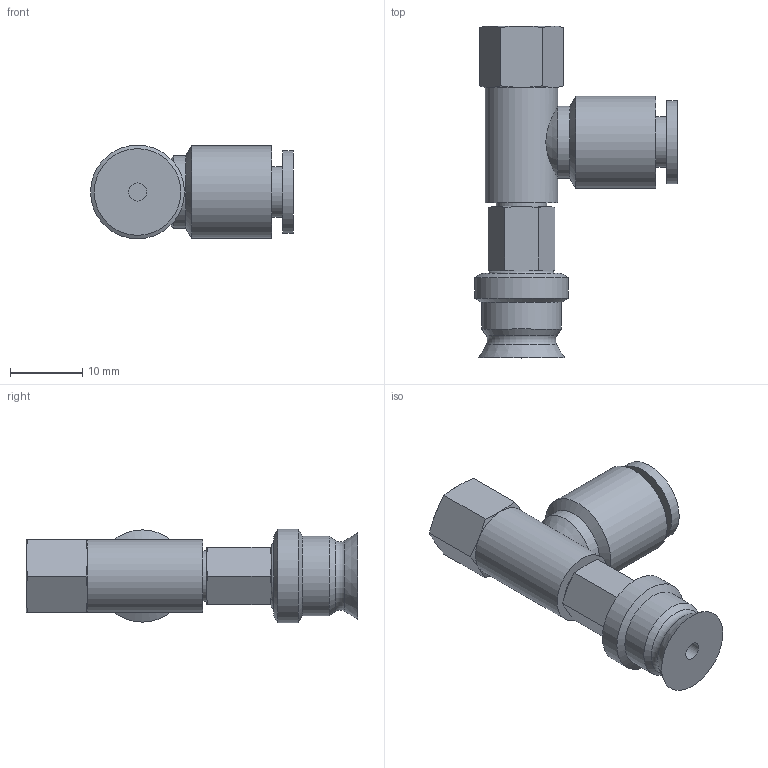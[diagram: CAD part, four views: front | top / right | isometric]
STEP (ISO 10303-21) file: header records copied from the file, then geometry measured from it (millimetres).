
FILE_DESCRIPTION( ( 'STEP AP203' ), ' ' );
FILE_NAME( 'ZPR10CN-06-B5.stp', '2018-01-27T12:52:19', ( '' ), ( '' ), ' ', 'PARTsolutions', ' ' );
FILE_SCHEMA( ( 'CONFIG_CONTROL_DESIGN' ) );
Length unit declared in the file: millimetre
Products named in the file (3): ZPR10CN-06-B5; _ZP10C_R; _ZPR2-06-B5_10_16_A
Assembly tree (2 placements, depth 2):
  ZPR10CN-06-B5
    _ZP10C_R
    _ZPR2-06-B5_10_16_A
Bounding box: 28.1 x 46 x 13 mm (x, y, z)
Volume: 5003.1 mm3; surface area: 3297.6 mm2
Topology: 2 solids, 2 shells, 69 faces, 139 edges, 80 vertices
Faces by surface type: cone 33, plane 23, cylinder 11, torus 2
Full cylindrical faces by diameter (mm): 2.5 x1, 4.134 x1, 6 x1, 7 x2, 10 x2, 11 x1, 11.5 x1, 12.8 x1, 13 x1
Entity records: 1882 total; most frequent: CARTESIAN_POINT 501, DIRECTION 262, ORIENTED_EDGE 230, AXIS2_PLACEMENT_3D 125, EDGE_CURVE 115, EDGE_LOOP 98, FACE_OUTER_BOUND 82, VERTEX_POINT 78
